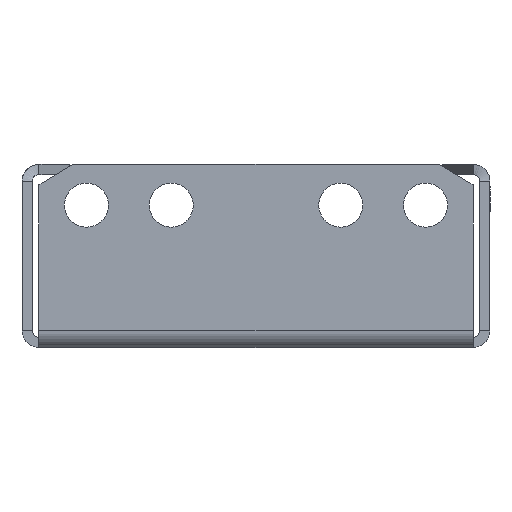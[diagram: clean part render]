
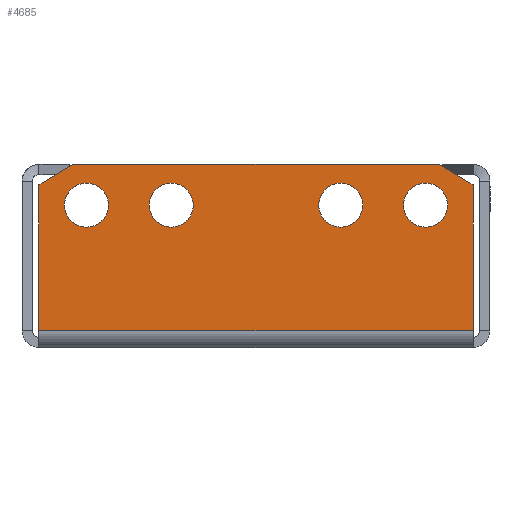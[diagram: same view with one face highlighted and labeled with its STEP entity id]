
A CAD part, left-side view. The second image highlights one B-rep face of the part: STEP entity #4685.
In plain terms, the highlighted planar face has unit normal (-1, 0, 0).
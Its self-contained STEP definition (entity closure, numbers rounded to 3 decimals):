
#62 = CIRCLE ( 'NONE', #14321, 3.25 ) ;
#234 = ORIENTED_EDGE ( 'NONE', *, *, #18096, .T. ) ;
#302 = VECTOR ( 'NONE', #9275, 1000. ) ;
#584 = DIRECTION ( 'NONE',  ( 0., 0., 1. ) ) ;
#926 = CARTESIAN_POINT ( 'NONE',  ( -153., 25., 19.5 ) ) ;
#1213 = CARTESIAN_POINT ( 'NONE',  ( -153., 0., 1. ) ) ;
#1266 = DIRECTION ( 'NONE',  ( 0., 0., 1. ) ) ;
#1737 = LINE ( 'NONE', #8970, #16385 ) ;
#2255 = FACE_BOUND ( 'NONE', #6720, .T. ) ;
#2405 = DIRECTION ( 'NONE',  ( 0., 0., 1. ) ) ;
#2478 = CARTESIAN_POINT ( 'NONE',  ( -153., 25., 16.25 ) ) ;
#2575 = DIRECTION ( 'NONE',  ( 0., 0., 1. ) ) ;
#2723 = CARTESIAN_POINT ( 'NONE',  ( -153., 12.5, 16.25 ) ) ;
#3014 = DIRECTION ( 'NONE',  ( 0., 0.857, 0.514 ) ) ;
#3097 = DIRECTION ( 'NONE',  ( 0., 0., 1. ) ) ;
#3213 = LINE ( 'NONE', #13927, #3302 ) ;
#3302 = VECTOR ( 'NONE', #15320, 1000. ) ;
#3416 = DIRECTION ( 'NONE',  ( 0., 0.857, -0.514 ) ) ;
#3537 = VECTOR ( 'NONE', #3416, 1000. ) ;
#3943 = DIRECTION ( 'NONE',  ( 0., 0., 1. ) ) ;
#3985 = ORIENTED_EDGE ( 'NONE', *, *, #14292, .F. ) ;
#4279 = LINE ( 'NONE', #1213, #5695 ) ;
#4351 = DIRECTION ( 'NONE',  ( 0., 0., 1. ) ) ;
#4454 = EDGE_CURVE ( 'NONE', #6950, #9945, #18157, .T. ) ;
#4571 = ORIENTED_EDGE ( 'NONE', *, *, #15188, .T. ) ;
#4685 = ADVANCED_FACE ( 'NONE', ( #12962, #15856, #15956, #2255, #6613 ), #6810, .T. ) ;
#4711 = ORIENTED_EDGE ( 'NONE', *, *, #7676, .F. ) ;
#4754 = VECTOR ( 'NONE', #10829, 1000. ) ;
#4762 = CIRCLE ( 'NONE', #13957, 3.25 ) ;
#4926 = DIRECTION ( 'NONE',  ( 0., 0., 1. ) ) ;
#5021 = CARTESIAN_POINT ( 'NONE',  ( -153., -25., 22.75 ) ) ;
#5146 = EDGE_CURVE ( 'NONE', #7901, #12894, #3213, .T. ) ;
#5333 = CARTESIAN_POINT ( 'NONE',  ( -153., -32., 22.5 ) ) ;
#5670 = DIRECTION ( 'NONE',  ( 0., -1., 0. ) ) ;
#5695 = VECTOR ( 'NONE', #5670, 1000. ) ;
#5771 = CARTESIAN_POINT ( 'NONE',  ( -153., -12.5, 19.5 ) ) ;
#6193 = VERTEX_POINT ( 'NONE', #6282 ) ;
#6282 = CARTESIAN_POINT ( 'NONE',  ( -153., -25., 16.25 ) ) ;
#6613 = FACE_OUTER_BOUND ( 'NONE', #11009, .T. ) ;
#6720 = EDGE_LOOP ( 'NONE', ( #9974, #4711 ) ) ;
#6734 = ORIENTED_EDGE ( 'NONE', *, *, #18369, .F. ) ;
#6746 = ORIENTED_EDGE ( 'NONE', *, *, #12920, .T. ) ;
#6810 = PLANE ( 'NONE',  #19422 ) ;
#6950 = VERTEX_POINT ( 'NONE', #17087 ) ;
#7021 = CIRCLE ( 'NONE', #8934, 3.25 ) ;
#7087 = VERTEX_POINT ( 'NONE', #2478 ) ;
#7215 = CARTESIAN_POINT ( 'NONE',  ( -153., -12.5, 19.5 ) ) ;
#7389 = ORIENTED_EDGE ( 'NONE', *, *, #12524, .F. ) ;
#7488 = VERTEX_POINT ( 'NONE', #2723 ) ;
#7516 = DIRECTION ( 'NONE',  ( -1., 0., 0. ) ) ;
#7620 = ORIENTED_EDGE ( 'NONE', *, *, #13503, .F. ) ;
#7676 = EDGE_CURVE ( 'NONE', #13681, #7087, #4762, .T. ) ;
#7687 = LINE ( 'NONE', #16827, #302 ) ;
#7847 = LINE ( 'NONE', #10728, #4754 ) ;
#7901 = VERTEX_POINT ( 'NONE', #17701 ) ;
#8264 = CARTESIAN_POINT ( 'NONE',  ( -153., 32., 22.5 ) ) ;
#8276 = VERTEX_POINT ( 'NONE', #8728 ) ;
#8412 = CARTESIAN_POINT ( 'NONE',  ( -153., -25., 19.5 ) ) ;
#8531 = DIRECTION ( 'NONE',  ( -1., 0., 0. ) ) ;
#8632 = AXIS2_PLACEMENT_3D ( 'NONE', #7215, #7516, #4351 ) ;
#8728 = CARTESIAN_POINT ( 'NONE',  ( -153., 27., 25.5 ) ) ;
#8785 = CIRCLE ( 'NONE', #16396, 3.25 ) ;
#8934 = AXIS2_PLACEMENT_3D ( 'NONE', #5771, #17897, #14611 ) ;
#8970 = CARTESIAN_POINT ( 'NONE',  ( -153., -32., 22.5 ) ) ;
#9057 = EDGE_LOOP ( 'NONE', ( #6734, #9482 ) ) ;
#9267 = AXIS2_PLACEMENT_3D ( 'NONE', #12378, #10887, #4926 ) ;
#9275 = DIRECTION ( 'NONE',  ( 0., 1., 0. ) ) ;
#9308 = ORIENTED_EDGE ( 'NONE', *, *, #16730, .T. ) ;
#9359 = CARTESIAN_POINT ( 'NONE',  ( -153., -32., 1. ) ) ;
#9482 = ORIENTED_EDGE ( 'NONE', *, *, #4454, .F. ) ;
#9813 = EDGE_LOOP ( 'NONE', ( #3985, #7389 ) ) ;
#9945 = VERTEX_POINT ( 'NONE', #19547 ) ;
#9974 = ORIENTED_EDGE ( 'NONE', *, *, #18736, .F. ) ;
#10272 = VERTEX_POINT ( 'NONE', #15735 ) ;
#10728 = CARTESIAN_POINT ( 'NONE',  ( -153., -32., 22.5 ) ) ;
#10829 = DIRECTION ( 'NONE',  ( 0., 0., 1. ) ) ;
#10887 = DIRECTION ( 'NONE',  ( -1., 0., 0. ) ) ;
#11009 = EDGE_LOOP ( 'NONE', ( #17702, #15857, #9308, #6746, #4571, #234 ) ) ;
#11152 = LINE ( 'NONE', #8264, #3537 ) ;
#11441 = DIRECTION ( 'NONE',  ( -1., 0., 0. ) ) ;
#12197 = ORIENTED_EDGE ( 'NONE', *, *, #18895, .F. ) ;
#12378 = CARTESIAN_POINT ( 'NONE',  ( -153., -25., 19.5 ) ) ;
#12524 = EDGE_CURVE ( 'NONE', #17048, #7488, #13210, .T. ) ;
#12772 = CARTESIAN_POINT ( 'NONE',  ( -153., 0., 0. ) ) ;
#12894 = VERTEX_POINT ( 'NONE', #18016 ) ;
#12920 = EDGE_CURVE ( 'NONE', #17326, #10272, #1737, .T. ) ;
#12962 = FACE_BOUND ( 'NONE', #9813, .T. ) ;
#12997 = VERTEX_POINT ( 'NONE', #9359 ) ;
#13065 = CIRCLE ( 'NONE', #9267, 3.25 ) ;
#13210 = CIRCLE ( 'NONE', #14162, 3.25 ) ;
#13366 = DIRECTION ( 'NONE',  ( -1., 0., 0. ) ) ;
#13485 = CARTESIAN_POINT ( 'NONE',  ( -153., 12.5, 22.75 ) ) ;
#13503 = EDGE_CURVE ( 'NONE', #13786, #6193, #8785, .T. ) ;
#13681 = VERTEX_POINT ( 'NONE', #18248 ) ;
#13721 = DIRECTION ( 'NONE',  ( -1., 0., 0. ) ) ;
#13786 = VERTEX_POINT ( 'NONE', #5021 ) ;
#13927 = CARTESIAN_POINT ( 'NONE',  ( -153., 32., 0. ) ) ;
#13957 = AXIS2_PLACEMENT_3D ( 'NONE', #926, #11441, #2405 ) ;
#14162 = AXIS2_PLACEMENT_3D ( 'NONE', #17678, #8531, #2575 ) ;
#14292 = EDGE_CURVE ( 'NONE', #7488, #17048, #14847, .T. ) ;
#14321 = AXIS2_PLACEMENT_3D ( 'NONE', #15055, #13366, #1266 ) ;
#14611 = DIRECTION ( 'NONE',  ( 0., 0., 1. ) ) ;
#14847 = CIRCLE ( 'NONE', #19292, 3.25 ) ;
#15055 = CARTESIAN_POINT ( 'NONE',  ( -153., 25., 19.5 ) ) ;
#15188 = EDGE_CURVE ( 'NONE', #10272, #8276, #7687, .T. ) ;
#15320 = DIRECTION ( 'NONE',  ( 0., 0., -1. ) ) ;
#15735 = CARTESIAN_POINT ( 'NONE',  ( -153., -27., 25.5 ) ) ;
#15856 = FACE_BOUND ( 'NONE', #17179, .T. ) ;
#15857 = ORIENTED_EDGE ( 'NONE', *, *, #16537, .T. ) ;
#15956 = FACE_BOUND ( 'NONE', #9057, .T. ) ;
#16385 = VECTOR ( 'NONE', #3014, 1000. ) ;
#16396 = AXIS2_PLACEMENT_3D ( 'NONE', #8412, #18847, #584 ) ;
#16537 = EDGE_CURVE ( 'NONE', #12894, #12997, #4279, .T. ) ;
#16730 = EDGE_CURVE ( 'NONE', #12997, #17326, #7847, .T. ) ;
#16827 = CARTESIAN_POINT ( 'NONE',  ( -153., 27., 25.5 ) ) ;
#17048 = VERTEX_POINT ( 'NONE', #13485 ) ;
#17087 = CARTESIAN_POINT ( 'NONE',  ( -153., -12.5, 22.75 ) ) ;
#17179 = EDGE_LOOP ( 'NONE', ( #12197, #7620 ) ) ;
#17326 = VERTEX_POINT ( 'NONE', #5333 ) ;
#17678 = CARTESIAN_POINT ( 'NONE',  ( -153., 12.5, 19.5 ) ) ;
#17701 = CARTESIAN_POINT ( 'NONE',  ( -153., 32., 22.5 ) ) ;
#17702 = ORIENTED_EDGE ( 'NONE', *, *, #5146, .T. ) ;
#17897 = DIRECTION ( 'NONE',  ( -1., 0., 0. ) ) ;
#18016 = CARTESIAN_POINT ( 'NONE',  ( -153., 32., 1. ) ) ;
#18096 = EDGE_CURVE ( 'NONE', #8276, #7901, #11152, .T. ) ;
#18157 = CIRCLE ( 'NONE', #8632, 3.25 ) ;
#18248 = CARTESIAN_POINT ( 'NONE',  ( -153., 25., 22.75 ) ) ;
#18298 = CARTESIAN_POINT ( 'NONE',  ( -153., 12.5, 19.5 ) ) ;
#18369 = EDGE_CURVE ( 'NONE', #9945, #6950, #7021, .T. ) ;
#18736 = EDGE_CURVE ( 'NONE', #7087, #13681, #62, .T. ) ;
#18847 = DIRECTION ( 'NONE',  ( -1., 0., 0. ) ) ;
#18895 = EDGE_CURVE ( 'NONE', #6193, #13786, #13065, .T. ) ;
#18938 = DIRECTION ( 'NONE',  ( -1., 0., 0. ) ) ;
#19292 = AXIS2_PLACEMENT_3D ( 'NONE', #18298, #13721, #3097 ) ;
#19422 = AXIS2_PLACEMENT_3D ( 'NONE', #12772, #18938, #3943 ) ;
#19547 = CARTESIAN_POINT ( 'NONE',  ( -153., -12.5, 16.25 ) ) ;
